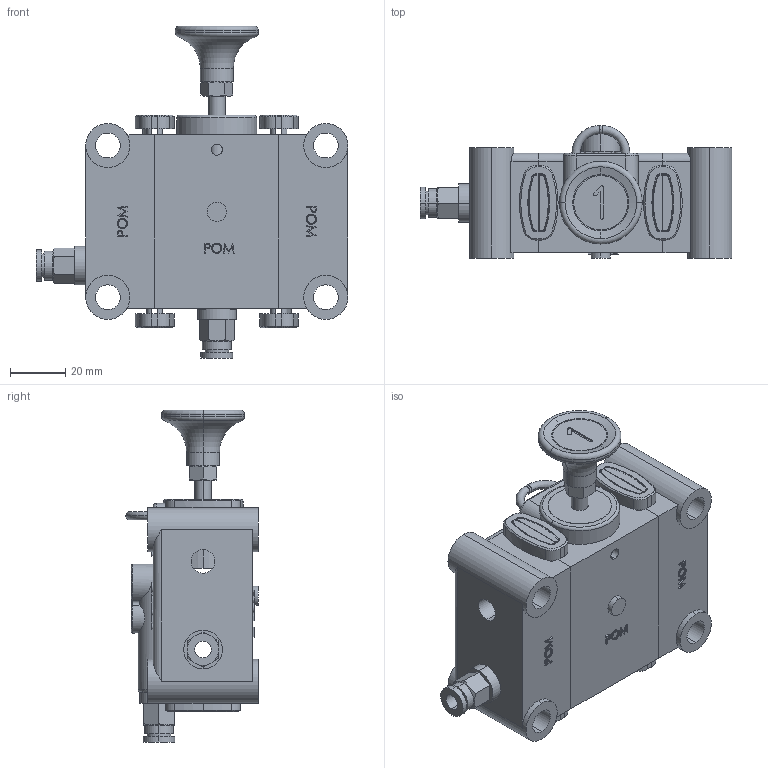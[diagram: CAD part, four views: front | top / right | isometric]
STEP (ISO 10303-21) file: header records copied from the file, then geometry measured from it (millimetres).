
FILE_DESCRIPTION (( 'STEP AP214' ), '1' );
FILE_NAME ('STB-1_250606_1-fach.STEP', '2012-09-20T09:28:22', ( 'Admin2' ), ( '' ), 'SwSTEP 2.0', 'SolidWorks 2010', '' );
FILE_SCHEMA (( 'AUTOMOTIVE_DESIGN' ));
Length unit declared in the file: millimetre
Products named in the file (1): STB-1_250606_1-fach
Bounding box: 113 x 48 x 120.32 mm (x, y, z)
Surface area: 42841 mm2 (no closed solid volume)
Topology: 0 solids, 37 shells, 874 faces, 2558 edges, 1740 vertices
Faces by surface type: plane 414, bspline 198, cylinder 191, cone 41, torus 26, sphere 4
Entity records: 49802 total; most frequent: CARTESIAN_POINT 18274, ORIENTED_EDGE 4597, DIRECTION 3968, EDGE_CURVE 2553, VERTEX_POINT 1737, LINE 1530, VECTOR 1530, AXIS2_PLACEMENT_3D 1219
